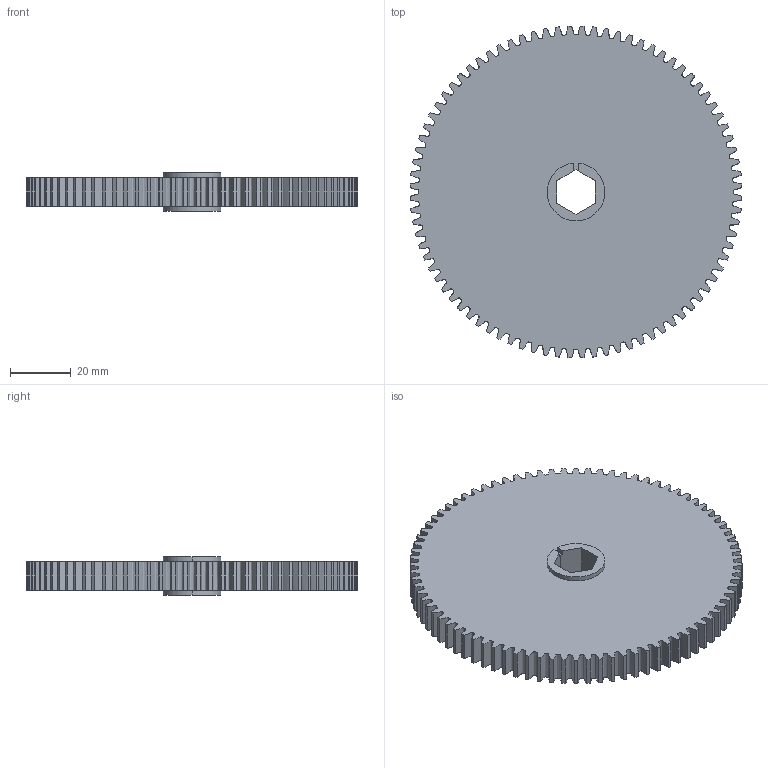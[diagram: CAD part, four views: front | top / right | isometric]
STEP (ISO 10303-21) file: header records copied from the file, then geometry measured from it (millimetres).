
FILE_DESCRIPTION (( 'STEP AP214' ), '1' );
FILE_NAME ('WCP-0730 Rev1.step', '2022-11-24T01:50:11', ( '' ), ( '' ), 'SwSTEP 2.0', 'SolidWorks 2020', '' );
FILE_SCHEMA (( 'AUTOMOTIVE_DESIGN' ));
Length unit declared in the file: inch
Products named in the file (1): WCP-0730 Rev1
Bounding box: 109.18 x 109.18 x 12.65 mm (x, y, z)
Volume: 86595.1 mm3; surface area: 24782.8 mm2
Topology: 1 solids, 1 shells, 185 faces, 546 edges, 364 vertices
Faces by surface type: cylinder 89, bspline 84, plane 12
Entity records: 31294 total; most frequent: CARTESIAN_POINT 26716, ORIENTED_EDGE 1092, DIRECTION 760, EDGE_CURVE 546, VERTEX_POINT 364, AXIS2_PLACEMENT_3D 280, VECTOR 200, LINE 200
